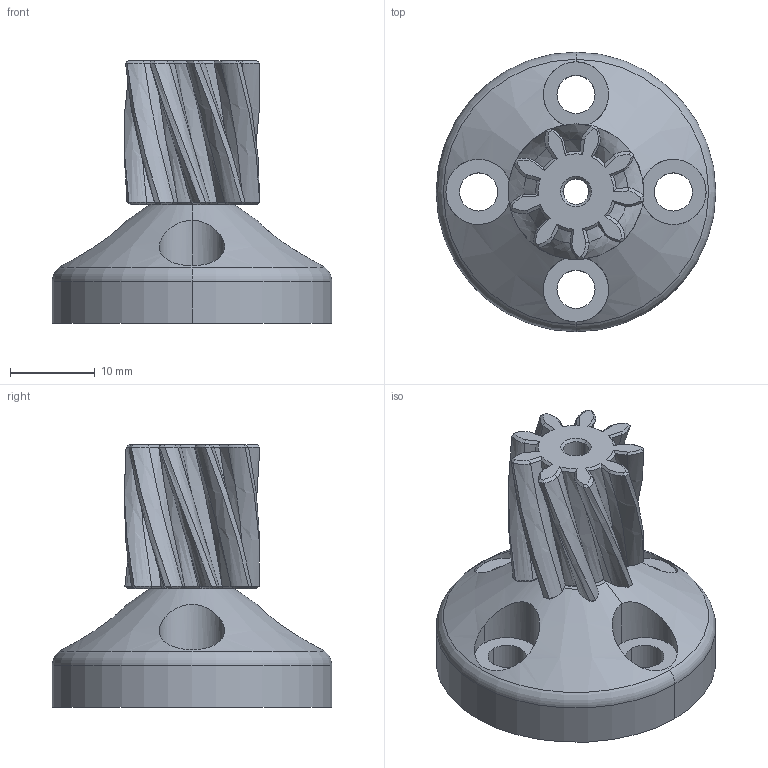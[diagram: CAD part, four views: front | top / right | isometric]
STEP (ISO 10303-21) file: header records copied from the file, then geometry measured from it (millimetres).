
FILE_DESCRIPTION (( 'STEP AP214' ), '1' );
FILE_NAME ('Sun_mount_Scaled.STEP', '2023-04-27T19:54:47', ( '' ), ( '' ), 'SwSTEP 2.0', 'SolidWorks 2022', '' );
FILE_SCHEMA (( 'AUTOMOTIVE_DESIGN' ));
Length unit declared in the file: millimetre
Products named in the file (3): Sun_mount_Scaled; Sun_gear_ext; Helical_sun.step
Assembly tree (2 placements, depth 2):
  Sun_mount_Scaled
    Sun_gear_ext
    Helical_sun.step
Bounding box: 33 x 33 x 31 mm (x, y, z)
Volume: 9149.9 mm3; surface area: 4943.7 mm2
Topology: 2 solids, 2 shells, 225 faces, 642 edges, 424 vertices
Faces by surface type: bspline 180, cylinder 22, plane 15, cone 6, torus 2
Entity records: 25327 total; most frequent: CARTESIAN_POINT 20883, ORIENTED_EDGE 1284, EDGE_CURVE 642, B_SPLINE_CURVE_WITH_KNOTS 530, VERTEX_POINT 424, DIRECTION 258, EDGE_LOOP 240, FACE_OUTER_BOUND 225
